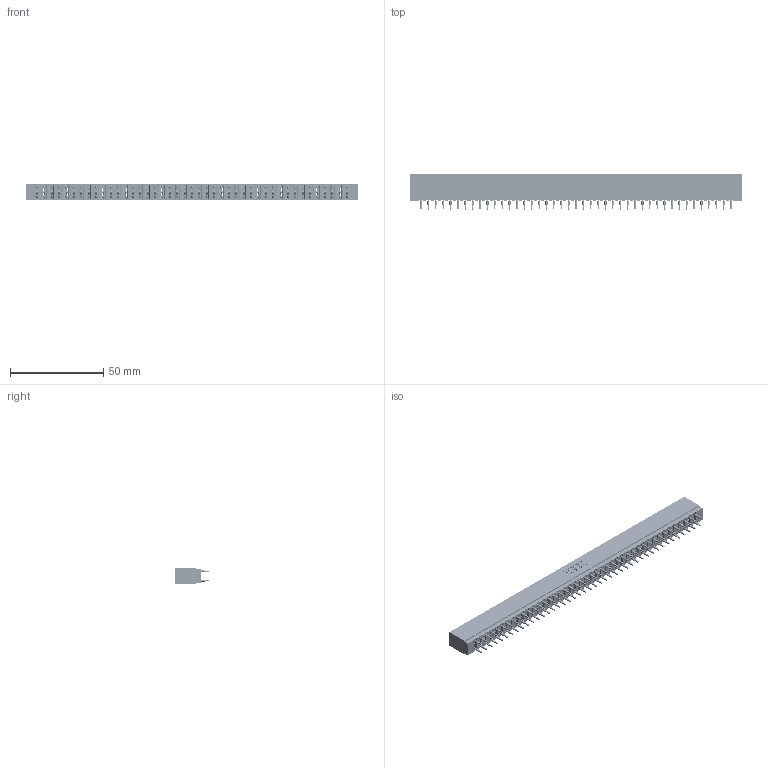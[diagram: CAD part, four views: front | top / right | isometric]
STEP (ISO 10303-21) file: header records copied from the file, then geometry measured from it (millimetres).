
FILE_DESCRIPTION (( 'STEP AP203' ), '1' );
FILE_NAME ('717-086-560-201.STEP', '2026-02-20T19:47:14', ( '' ), ( '' ), 'SwSTEP 2.0', 'SolidWorks 2023', '' );
FILE_SCHEMA (( 'CONFIG_CONTROL_DESIGN' ));
Length unit declared in the file: millimetre
Products named in the file (3): 745-292-001_560; 717 Part_Insulator Option - 06; 717-086-560-201
Assembly tree (87 placements, depth 2):
  717-086-560-201
    717 Part_Insulator Option - 06
    745-292-001_560  x86
Bounding box: 178.26 x 18.78 x 8.89 mm (x, y, z)
Volume: 15759.6 mm3; surface area: 25634.9 mm2
Topology: 87 solids, 87 shells, 8608 faces, 23557 edges, 14958 vertices
Faces by surface type: plane 4483, cylinder 1889, bspline 1720, torus 516
Entity records: 73928 total; most frequent: CARTESIAN_POINT 13337, ORIENTED_EDGE 12774, DIRECTION 11155, EDGE_CURVE 6387, VECTOR 5939, LINE 5939, VERTEX_POINT 4078, AXIS2_PLACEMENT_3D 2608
